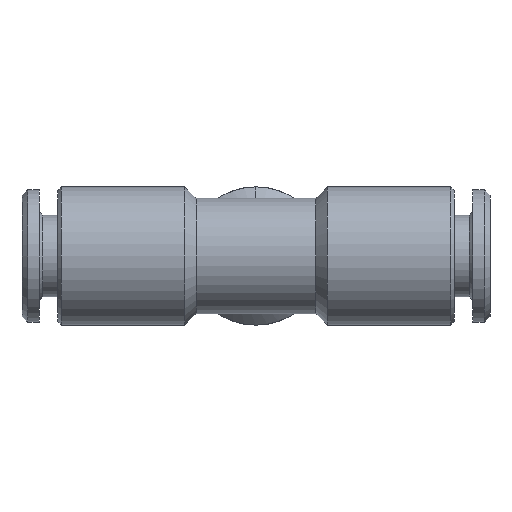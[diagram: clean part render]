
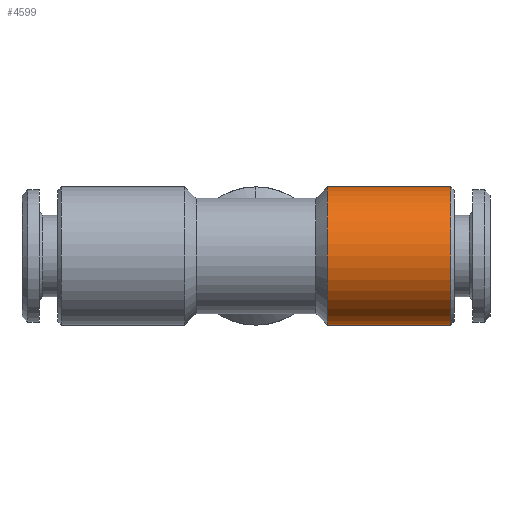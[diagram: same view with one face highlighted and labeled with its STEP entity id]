
A CAD part, front view. The second image highlights one B-rep face of the part: STEP entity #4599.
In plain terms, the highlighted cylindrical face has radius 6 mm (diameter 12 mm), a partial arc.
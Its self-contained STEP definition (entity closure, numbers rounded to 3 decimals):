
#634 = ORIENTED_EDGE ( 'NONE', *, *, #635, .F. ) ;
#635 = EDGE_CURVE ( 'NONE', #646, #653, #2189, .T. ) ;
#645 = EDGE_CURVE ( 'NONE', #646, #647, #2264, .T. ) ;
#646 = VERTEX_POINT ( 'NONE', #2259 ) ;
#647 = VERTEX_POINT ( 'NONE', #2258 ) ;
#648 = ORIENTED_EDGE ( 'NONE', *, *, #649, .T. ) ;
#649 = EDGE_CURVE ( 'NONE', #647, #650, #2290, .T. ) ;
#650 = VERTEX_POINT ( 'NONE', #2286 ) ;
#651 = ORIENTED_EDGE ( 'NONE', *, *, #652, .F. ) ;
#652 = EDGE_CURVE ( 'NONE', #653, #650, #2285, .T. ) ;
#653 = VERTEX_POINT ( 'NONE', #2207 ) ;
#2189 = LINE ( 'NONE', #2221, #2220 ) ;
#2207 = CARTESIAN_POINT ( 'NONE',  ( 6.2, -17.6, -6. ) ) ;
#2208 = DIRECTION ( 'NONE',  ( 0., 0., -1. ) ) ;
#2219 = DIRECTION ( 'NONE',  ( -1., 0., 0. ) ) ;
#2220 = VECTOR ( 'NONE', #2219, 1000. ) ;
#2221 = CARTESIAN_POINT ( 'NONE',  ( -3.45, -17.6, -6. ) ) ;
#2258 = CARTESIAN_POINT ( 'NONE',  ( 16.9, -17.6, 6. ) ) ;
#2259 = CARTESIAN_POINT ( 'NONE',  ( 16.9, -17.6, -6. ) ) ;
#2260 = DIRECTION ( 'NONE',  ( 0., 0., -1. ) ) ;
#2261 = DIRECTION ( 'NONE',  ( -1., 0., 0. ) ) ;
#2262 = CARTESIAN_POINT ( 'NONE',  ( 16.9, -17.6, 0. ) ) ;
#2263 = AXIS2_PLACEMENT_3D ( 'NONE', #2262, #2261, #2260 ) ;
#2264 = CIRCLE ( 'NONE', #2263, 6. ) ;
#2282 = DIRECTION ( 'NONE',  ( -1., 0., 0. ) ) ;
#2283 = CARTESIAN_POINT ( 'NONE',  ( 6.2, -17.6, 0. ) ) ;
#2284 = AXIS2_PLACEMENT_3D ( 'NONE', #2283, #2282, #2208 ) ;
#2285 = CIRCLE ( 'NONE', #2284, 6. ) ;
#2286 = CARTESIAN_POINT ( 'NONE',  ( 6.2, -17.6, 6. ) ) ;
#2287 = DIRECTION ( 'NONE',  ( -1., 0., 0. ) ) ;
#2288 = VECTOR ( 'NONE', #2287, 1000. ) ;
#2289 = CARTESIAN_POINT ( 'NONE',  ( -3.45, -17.6, 6. ) ) ;
#2290 = LINE ( 'NONE', #2289, #2288 ) ;
#4323 = CARTESIAN_POINT ( 'NONE',  ( -3.45, -17.6, 0. ) ) ;
#4324 = CYLINDRICAL_SURFACE ( 'NONE', #4348, 6. ) ;
#4330 = FACE_OUTER_BOUND ( 'NONE', #4577, .T. ) ;
#4346 = DIRECTION ( 'NONE',  ( 0., 0., -1. ) ) ;
#4347 = DIRECTION ( 'NONE',  ( -1., 0., 0. ) ) ;
#4348 = AXIS2_PLACEMENT_3D ( 'NONE', #4323, #4347, #4346 ) ;
#4563 = ORIENTED_EDGE ( 'NONE', *, *, #645, .T. ) ;
#4577 = EDGE_LOOP ( 'NONE', ( #4563, #648, #651, #634 ) ) ;
#4599 = ADVANCED_FACE ( 'NONE', ( #4330 ), #4324, .T. ) ;
